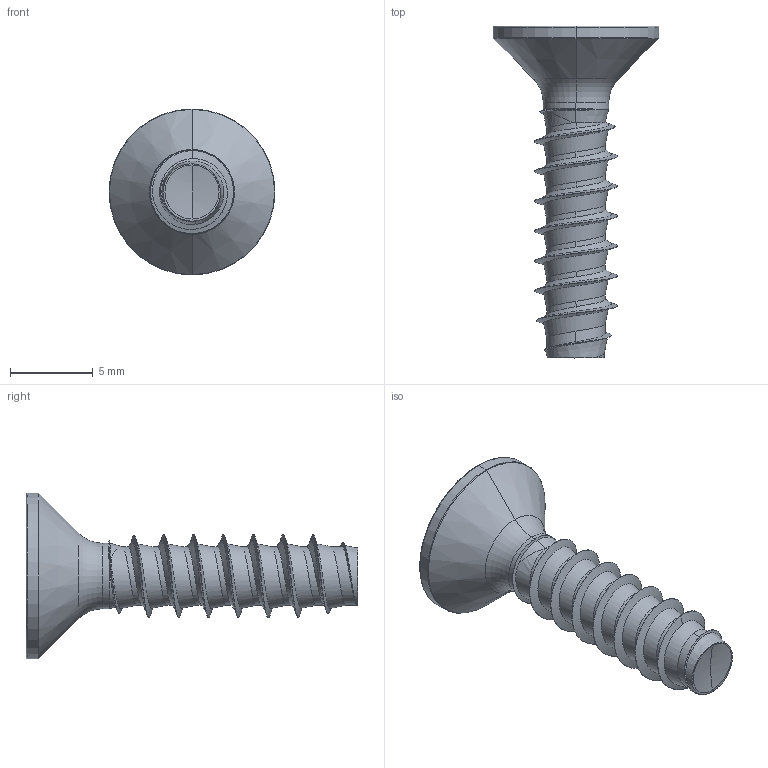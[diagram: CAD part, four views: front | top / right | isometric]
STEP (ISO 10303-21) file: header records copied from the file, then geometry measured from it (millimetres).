
FILE_DESCRIPTION (( 'STEP AP203' ), '1' );
FILE_NAME ('STP430500200.STEP', '2017-08-16T15:58:57', ( '' ), ( '' ), 'SwSTEP 2.0', 'SolidWorks 2015', '' );
FILE_SCHEMA (( 'CONFIG_CONTROL_DESIGN' ));
Length unit declared in the file: millimetre
Products named in the file (1): STP430500200
Bounding box: 10 x 20 x 10 mm (x, y, z)
Volume: 349.5 mm3; surface area: 525.1 mm2
Topology: 1 solids, 1 shells, 106 faces, 256 edges, 154 vertices
Faces by surface type: cylinder 43, bspline 35, cone 13, torus 10, plane 3, sphere 2
Entity records: 16788 total; most frequent: CARTESIAN_POINT 14590, ORIENTED_EDGE 512, DIRECTION 348, EDGE_CURVE 256, VERTEX_POINT 154, AXIS2_PLACEMENT_3D 144, EDGE_LOOP 108, B_SPLINE_CURVE_WITH_KNOTS 108
